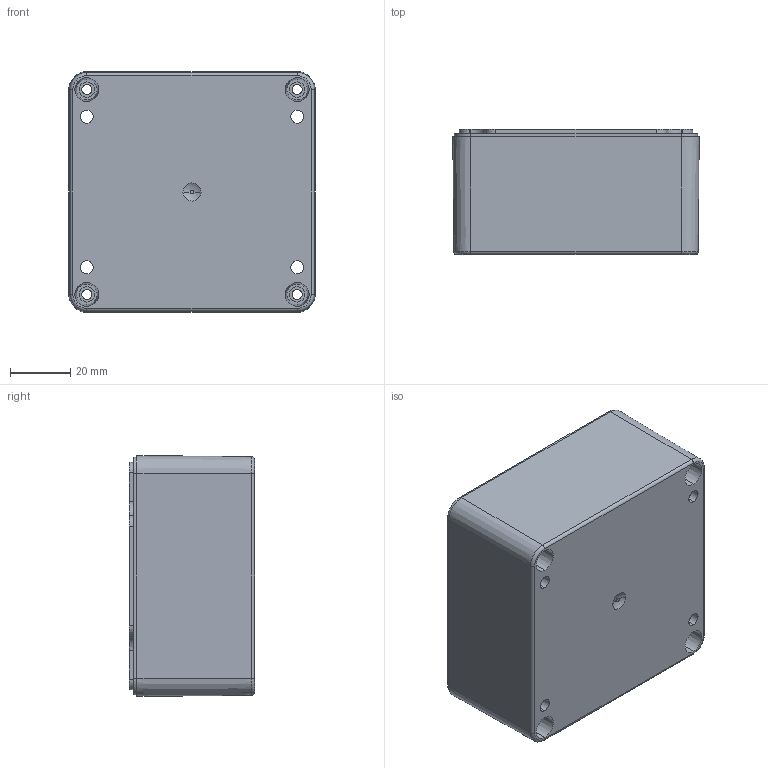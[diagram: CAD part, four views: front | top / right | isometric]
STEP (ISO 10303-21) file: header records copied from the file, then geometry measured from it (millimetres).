
FILE_DESCRIPTION(('FreeCAD Model'),'2;1');
FILE_NAME('w31.step','2018-07-14T10:47:31',( 'kicad StepUp'),('ksu MCAD'),'Open CASCADE STEP processor 7.2', 'FreeCAD','Unknown');
FILE_SCHEMA(('AUTOMOTIVE_DESIGN { 1 0 10303 214 1 1 1 1 }'));
Length unit declared in the file: millimetre
Products named in the file (1): W_-31B_WA-31B*16
Bounding box: 82 x 41.63 x 80.14 mm (x, y, z)
Volume: 64773.8 mm3; surface area: 48683.5 mm2
Topology: 9 solids, 9 shells, 350 faces, 2678 edges, 7680 vertices
Faces by surface type: plane 164, cone 90, cylinder 78, torus 16, sphere 2
Entity records: 48707 total; most frequent: CARTESIAN_POINT 16331, DIRECTION 5797, LINE 2652, VECTOR 2652, GEOMETRIC_CURVE_SET 1781, ORIENTED_EDGE 1764, PCURVE 1764, DEFINITIONAL_REPRESENTATION 1764
